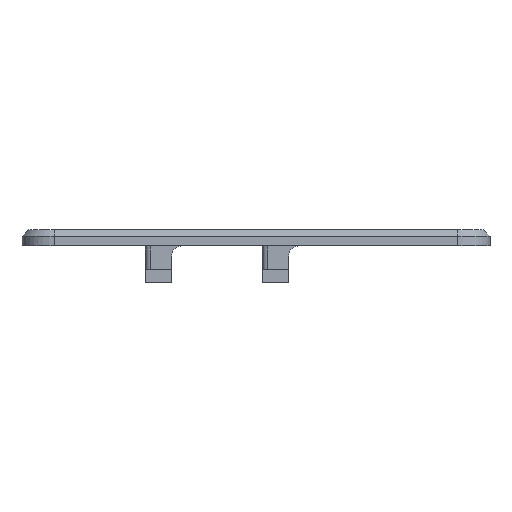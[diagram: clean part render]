
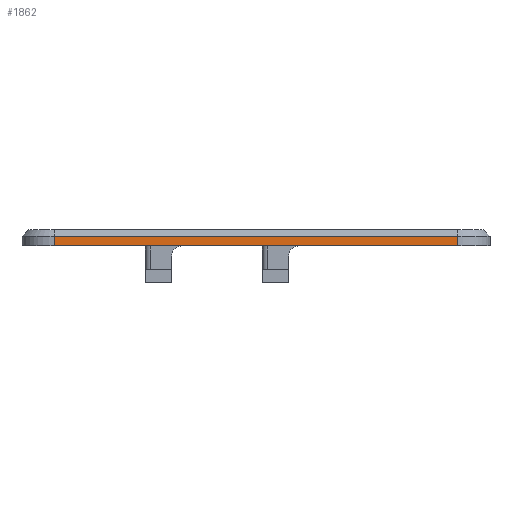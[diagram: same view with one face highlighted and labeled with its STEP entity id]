
A CAD part, left-side view. The second image highlights one B-rep face of the part: STEP entity #1862.
In plain terms, the highlighted planar face has unit normal (-1, 0, 0).
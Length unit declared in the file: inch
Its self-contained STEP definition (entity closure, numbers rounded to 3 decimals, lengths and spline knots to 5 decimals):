
#95 = ORIENTED_EDGE ( 'NONE', *, *, #2146, .T. ) ;
#251 = ORIENTED_EDGE ( 'NONE', *, *, #1105, .T. ) ;
#277 = VERTEX_POINT ( 'NONE', #363 ) ;
#343 = VERTEX_POINT ( 'NONE', #2853 ) ;
#363 = CARTESIAN_POINT ( 'NONE',  ( -0.9, -0.775, 0. ) ) ;
#366 = VECTOR ( 'NONE', #1920, 39.37008 ) ;
#386 = VERTEX_POINT ( 'NONE', #801 ) ;
#476 = VECTOR ( 'NONE', #1138, 39.37008 ) ;
#582 = LINE ( 'NONE', #2736, #366 ) ;
#676 = CARTESIAN_POINT ( 'NONE',  ( -0.9, -0.775, 0.0625 ) ) ;
#723 = FACE_OUTER_BOUND ( 'NONE', #3337, .T. ) ;
#801 = CARTESIAN_POINT ( 'NONE',  ( -0.9, 0.775, 0.0375 ) ) ;
#836 = ORIENTED_EDGE ( 'NONE', *, *, #1758, .T. ) ;
#1015 = CARTESIAN_POINT ( 'NONE',  ( -0.9, -0.9, 0.0375 ) ) ;
#1099 = DIRECTION ( 'NONE',  ( 0., 1., 0. ) ) ;
#1105 = EDGE_CURVE ( 'NONE', #343, #386, #2368, .T. ) ;
#1138 = DIRECTION ( 'NONE',  ( 0., 0., -1. ) ) ;
#1494 = AXIS2_PLACEMENT_3D ( 'NONE', #2733, #1702, #2427 ) ;
#1502 = VECTOR ( 'NONE', #1099, 39.37008 ) ;
#1650 = EDGE_CURVE ( 'NONE', #277, #343, #2679, .T. ) ;
#1702 = DIRECTION ( 'NONE',  ( 1., 0., 0. ) ) ;
#1758 = EDGE_CURVE ( 'NONE', #2382, #277, #582, .T. ) ;
#1838 = DIRECTION ( 'NONE',  ( 0., 0., 1. ) ) ;
#1862 = ADVANCED_FACE ( 'NONE', ( #723 ), #1974, .F. ) ;
#1920 = DIRECTION ( 'NONE',  ( 0., -1., 0. ) ) ;
#1937 = LINE ( 'NONE', #2899, #476 ) ;
#1974 = PLANE ( 'NONE',  #1494 ) ;
#2146 = EDGE_CURVE ( 'NONE', #386, #2382, #1937, .T. ) ;
#2368 = LINE ( 'NONE', #1015, #1502 ) ;
#2382 = VERTEX_POINT ( 'NONE', #2518 ) ;
#2427 = DIRECTION ( 'NONE',  ( 0., 0., -1. ) ) ;
#2518 = CARTESIAN_POINT ( 'NONE',  ( -0.9, 0.775, 0. ) ) ;
#2679 = LINE ( 'NONE', #676, #3360 ) ;
#2733 = CARTESIAN_POINT ( 'NONE',  ( -0.9, -0.9, 0.0625 ) ) ;
#2736 = CARTESIAN_POINT ( 'NONE',  ( -0.9, -0.9, 0. ) ) ;
#2853 = CARTESIAN_POINT ( 'NONE',  ( -0.9, -0.775, 0.0375 ) ) ;
#2899 = CARTESIAN_POINT ( 'NONE',  ( -0.9, 0.775, 0.0625 ) ) ;
#3019 = ORIENTED_EDGE ( 'NONE', *, *, #1650, .T. ) ;
#3337 = EDGE_LOOP ( 'NONE', ( #3019, #251, #95, #836 ) ) ;
#3360 = VECTOR ( 'NONE', #1838, 39.37008 ) ;
